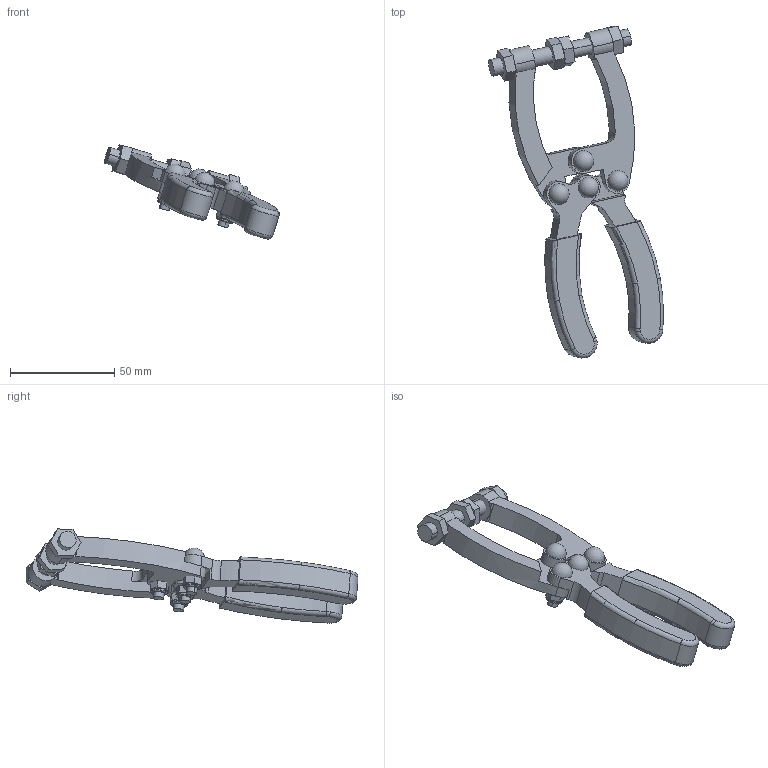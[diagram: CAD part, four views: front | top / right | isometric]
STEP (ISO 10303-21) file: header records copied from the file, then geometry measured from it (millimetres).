
FILE_DESCRIPTION((''),'2;1');
FILE_NAME('P40_2.stp','2006-07-11T15:14:43',('Matthew'),(''),'Autodesk Inventor 8','Autodesk Inventor 8','');
FILE_SCHEMA(('AUTOMOTIVE_DESIGN { 1 0 10303 214 1 1 1 1 }'));
Length unit declared in the file: millimetre
Products named in the file (9): P40_2; P40_21; P40_22; P40_23; P40_24; P40_25; P40_26; P40_27; P40_28
Assembly tree (8 placements, depth 2):
  P40_2
    P40_21
    P40_22
    P40_23
    P40_24
    P40_25
    P40_26
    P40_27
    P40_28
Bounding box: 83.81 x 159.09 x 45.12 mm (x, y, z)
Volume: 52328.2 mm3; surface area: 24464.5 mm2
Topology: 12 solids, 12 shells, 338 faces, 876 edges, 522 vertices
Faces by surface type: plane 140, cylinder 86, bspline 76, torus 32, sphere 4
Entity records: 14804 total; most frequent: CARTESIAN_POINT 6735, DIRECTION 1660, ORIENTED_EDGE 1624, EDGE_CURVE 812, AXIS2_PLACEMENT_3D 635, VERTEX_POINT 514, VECTOR 390, LINE 390
